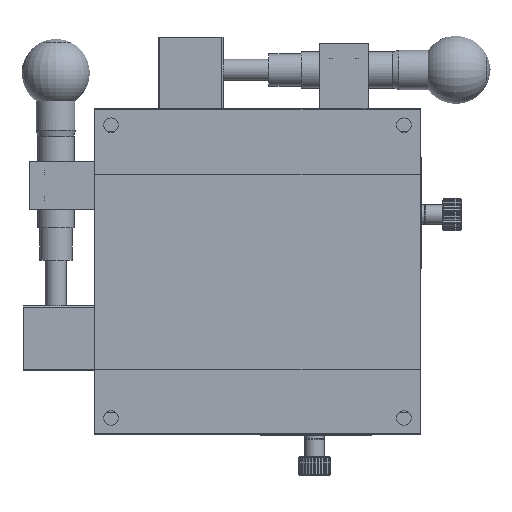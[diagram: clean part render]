
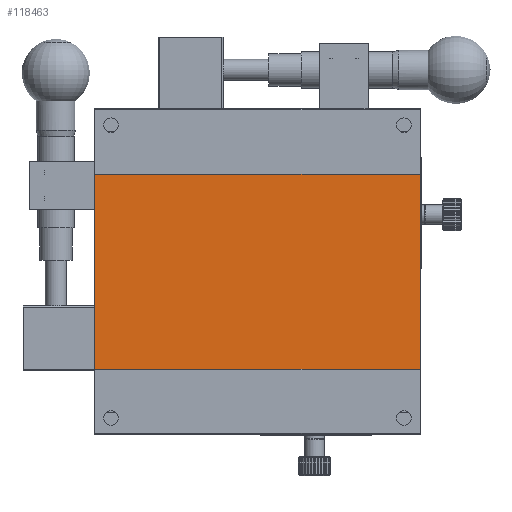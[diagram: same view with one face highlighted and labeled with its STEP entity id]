
A CAD part, front view. The second image highlights one B-rep face of the part: STEP entity #118463.
In plain terms, the highlighted planar face has unit normal (0, -1, 0).
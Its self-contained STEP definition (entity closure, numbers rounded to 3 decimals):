
#9918 = DIRECTION ( 'NONE',  ( 0., -1., 0. ) ) ;
#11927 = DIRECTION ( 'NONE',  ( -1., 0., 0. ) ) ;
#12568 = VECTOR ( 'NONE', #11927, 1000. ) ;
#13214 = ORIENTED_EDGE ( 'NONE', *, *, #20608, .T. ) ;
#13522 = CARTESIAN_POINT ( 'NONE',  ( 0., -39.8, -20. ) ) ;
#20608 = EDGE_CURVE ( 'NONE', #86750, #20917, #178220, .T. ) ;
#20917 = VERTEX_POINT ( 'NONE', #62950 ) ;
#26882 = DIRECTION ( 'NONE',  ( 0., 0., -1. ) ) ;
#28459 = CARTESIAN_POINT ( 'NONE',  ( 100., -39.8, -20. ) ) ;
#30100 = EDGE_CURVE ( 'NONE', #72156, #86750, #100229, .T. ) ;
#39670 = CARTESIAN_POINT ( 'NONE',  ( 0., -39.8, -20. ) ) ;
#41238 = CARTESIAN_POINT ( 'NONE',  ( 0., -39.8, -80. ) ) ;
#44213 = ORIENTED_EDGE ( 'NONE', *, *, #30100, .T. ) ;
#50462 = EDGE_CURVE ( 'NONE', #20917, #144703, #161913, .T. ) ;
#50996 = FACE_OUTER_BOUND ( 'NONE', #98009, .T. ) ;
#54475 = CARTESIAN_POINT ( 'NONE',  ( 100., -39.8, -20. ) ) ;
#62587 = LINE ( 'NONE', #141553, #12568 ) ;
#62950 = CARTESIAN_POINT ( 'NONE',  ( 100., -39.8, -80. ) ) ;
#67748 = ORIENTED_EDGE ( 'NONE', *, *, #170715, .T. ) ;
#72156 = VERTEX_POINT ( 'NONE', #39670 ) ;
#83291 = PLANE ( 'NONE',  #99193 ) ;
#83900 = VECTOR ( 'NONE', #120011, 1000. ) ;
#86750 = VERTEX_POINT ( 'NONE', #41238 ) ;
#98009 = EDGE_LOOP ( 'NONE', ( #44213, #13214, #118852, #67748 ) ) ;
#99193 = AXIS2_PLACEMENT_3D ( 'NONE', #154842, #9918, #140495 ) ;
#100229 = LINE ( 'NONE', #13522, #134692 ) ;
#118326 = VECTOR ( 'NONE', #132293, 1000. ) ;
#118463 = ADVANCED_FACE ( 'NONE', ( #50996 ), #83291, .T. ) ;
#118852 = ORIENTED_EDGE ( 'NONE', *, *, #50462, .T. ) ;
#120011 = DIRECTION ( 'NONE',  ( 1., 0., 0. ) ) ;
#132293 = DIRECTION ( 'NONE',  ( 0., 0., 1. ) ) ;
#134692 = VECTOR ( 'NONE', #26882, 1000. ) ;
#140495 = DIRECTION ( 'NONE',  ( 0., 0., -1. ) ) ;
#141553 = CARTESIAN_POINT ( 'NONE',  ( 0., -39.8, -20. ) ) ;
#144703 = VERTEX_POINT ( 'NONE', #54475 ) ;
#154842 = CARTESIAN_POINT ( 'NONE',  ( 0., -39.8, -20. ) ) ;
#161913 = LINE ( 'NONE', #28459, #118326 ) ;
#170715 = EDGE_CURVE ( 'NONE', #144703, #72156, #62587, .T. ) ;
#178220 = LINE ( 'NONE', #183570, #83900 ) ;
#183570 = CARTESIAN_POINT ( 'NONE',  ( 0., -39.8, -80. ) ) ;
